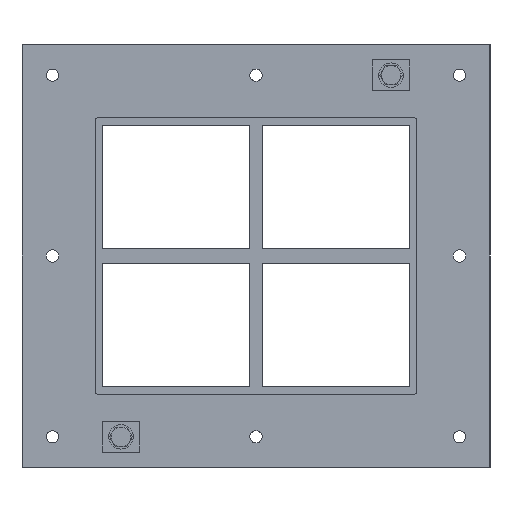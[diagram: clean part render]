
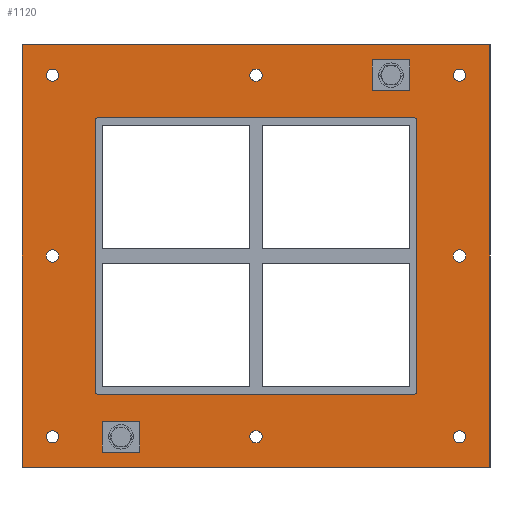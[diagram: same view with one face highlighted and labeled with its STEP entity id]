
A CAD part, front view. The second image highlights one B-rep face of the part: STEP entity #1120.
In plain terms, the highlighted planar face has unit normal (0, -1, 0).
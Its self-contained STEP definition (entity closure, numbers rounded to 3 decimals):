
#84=CARTESIAN_POINT('',(-161.5,0.0,-148.));
#85=VERTEX_POINT('',#84);
#86=CARTESIAN_POINT('',(-166.5,0.0,-148.));
#87=DIRECTION('',(0.0,1.0,0.0));
#88=DIRECTION('',(1.0,0.0,0.0));
#89=AXIS2_PLACEMENT_3D('',#86,#87,#88);
#90=CIRCLE('',#89,5.0);
#91=EDGE_CURVE('',#85,#85,#90,.T.);
#112=CARTESIAN_POINT('',(171.5,0.0,0.));
#113=VERTEX_POINT('',#112);
#114=CARTESIAN_POINT('',(166.5,0.0,0.));
#115=DIRECTION('',(0.0,1.0,0.0));
#116=DIRECTION('',(1.0,0.0,0.0));
#117=AXIS2_PLACEMENT_3D('',#114,#115,#116);
#118=CIRCLE('',#117,5.0);
#119=EDGE_CURVE('',#113,#113,#118,.T.);
#140=CARTESIAN_POINT('',(-161.5,0.0,0.));
#141=VERTEX_POINT('',#140);
#142=CARTESIAN_POINT('',(-166.5,0.0,0.));
#143=DIRECTION('',(0.0,1.0,0.0));
#144=DIRECTION('',(1.0,0.0,0.0));
#145=AXIS2_PLACEMENT_3D('',#142,#143,#144);
#146=CIRCLE('',#145,5.0);
#147=EDGE_CURVE('',#141,#141,#146,.T.);
#168=CARTESIAN_POINT('',(5.,0.0,148.));
#169=VERTEX_POINT('',#168);
#170=CARTESIAN_POINT('',(0.,0.0,148.));
#171=DIRECTION('',(0.0,1.0,0.0));
#172=DIRECTION('',(1.0,0.0,0.0));
#173=AXIS2_PLACEMENT_3D('',#170,#171,#172);
#174=CIRCLE('',#173,5.0);
#175=EDGE_CURVE('',#169,#169,#174,.T.);
#196=CARTESIAN_POINT('',(5.,0.0,-148.));
#197=VERTEX_POINT('',#196);
#198=CARTESIAN_POINT('',(0.,0.0,-148.));
#199=DIRECTION('',(0.0,1.0,0.0));
#200=DIRECTION('',(1.0,0.0,0.0));
#201=AXIS2_PLACEMENT_3D('',#198,#199,#200);
#202=CIRCLE('',#201,5.0);
#203=EDGE_CURVE('',#197,#197,#202,.T.);
#224=CARTESIAN_POINT('',(171.5,0.0,-148.));
#225=VERTEX_POINT('',#224);
#226=CARTESIAN_POINT('',(166.5,0.0,-148.));
#227=DIRECTION('',(0.0,1.0,0.0));
#228=DIRECTION('',(1.0,0.0,0.0));
#229=AXIS2_PLACEMENT_3D('',#226,#227,#228);
#230=CIRCLE('',#229,5.0);
#231=EDGE_CURVE('',#225,#225,#230,.T.);
#252=CARTESIAN_POINT('',(-161.5,0.0,148.));
#253=VERTEX_POINT('',#252);
#254=CARTESIAN_POINT('',(-166.5,0.0,148.));
#255=DIRECTION('',(0.0,1.0,0.0));
#256=DIRECTION('',(1.0,0.0,0.0));
#257=AXIS2_PLACEMENT_3D('',#254,#255,#256);
#258=CIRCLE('',#257,5.0);
#259=EDGE_CURVE('',#253,#253,#258,.T.);
#280=CARTESIAN_POINT('',(171.5,0.0,148.));
#281=VERTEX_POINT('',#280);
#282=CARTESIAN_POINT('',(166.5,0.0,148.));
#283=DIRECTION('',(0.0,1.0,0.0));
#284=DIRECTION('',(1.0,0.0,0.0));
#285=AXIS2_PLACEMENT_3D('',#282,#283,#284);
#286=CIRCLE('',#285,5.0);
#287=EDGE_CURVE('',#281,#281,#286,.T.);
#987=CARTESIAN_POINT('',(0.,0.0,0.0));
#988=DIRECTION('',(0.0,1.0,0.0));
#989=DIRECTION('',(0.0,0.0,1.0));
#990=AXIS2_PLACEMENT_3D('',#987,#988,#989);
#991=PLANE('',#990);
#992=CARTESIAN_POINT('',(-191.5,0.0,173.));
#993=VERTEX_POINT('',#992);
#994=CARTESIAN_POINT('',(191.5,0.0,173.));
#995=VERTEX_POINT('',#994);
#996=CARTESIAN_POINT('',(-191.5,0.0,173.));
#997=DIRECTION('',(1.0,0.0,0.0));
#998=VECTOR('',#997,383.0);
#999=LINE('',#996,#998);
#1000=EDGE_CURVE('',#993,#995,#999,.T.);
#1001=ORIENTED_EDGE('',*,*,#1000,.F.);
#1002=CARTESIAN_POINT('',(-191.5,0.0,-173.));
#1003=VERTEX_POINT('',#1002);
#1004=CARTESIAN_POINT('',(-191.5,0.0,-173.));
#1005=DIRECTION('',(0.0,0.0,1.0));
#1006=VECTOR('',#1005,346.);
#1007=LINE('',#1004,#1006);
#1008=EDGE_CURVE('',#1003,#993,#1007,.T.);
#1009=ORIENTED_EDGE('',*,*,#1008,.F.);
#1010=CARTESIAN_POINT('',(191.5,0.0,-173.));
#1011=VERTEX_POINT('',#1010);
#1012=CARTESIAN_POINT('',(191.5,0.0,-173.));
#1013=DIRECTION('',(-1.0,0.0,0.0));
#1014=VECTOR('',#1013,383.0);
#1015=LINE('',#1012,#1014);
#1016=EDGE_CURVE('',#1011,#1003,#1015,.T.);
#1017=ORIENTED_EDGE('',*,*,#1016,.F.);
#1018=CARTESIAN_POINT('',(191.5,0.0,173.));
#1019=DIRECTION('',(0.0,0.0,-1.0));
#1020=VECTOR('',#1019,346.);
#1021=LINE('',#1018,#1020);
#1022=EDGE_CURVE('',#995,#1011,#1021,.T.);
#1023=ORIENTED_EDGE('',*,*,#1022,.F.);
#1024=EDGE_LOOP('',(#1001,#1009,#1017,#1023));
#1025=FACE_OUTER_BOUND('',#1024,.T.);
#1026=ORIENTED_EDGE('',*,*,#91,.T.);
#1027=EDGE_LOOP('',(#1026));
#1028=FACE_BOUND('',#1027,.T.);
#1029=ORIENTED_EDGE('',*,*,#119,.T.);
#1030=EDGE_LOOP('',(#1029));
#1031=FACE_BOUND('',#1030,.T.);
#1032=ORIENTED_EDGE('',*,*,#147,.T.);
#1033=EDGE_LOOP('',(#1032));
#1034=FACE_BOUND('',#1033,.T.);
#1035=ORIENTED_EDGE('',*,*,#175,.T.);
#1036=EDGE_LOOP('',(#1035));
#1037=FACE_BOUND('',#1036,.T.);
#1038=ORIENTED_EDGE('',*,*,#203,.T.);
#1039=EDGE_LOOP('',(#1038));
#1040=FACE_BOUND('',#1039,.T.);
#1041=ORIENTED_EDGE('',*,*,#231,.T.);
#1042=EDGE_LOOP('',(#1041));
#1043=FACE_BOUND('',#1042,.T.);
#1044=ORIENTED_EDGE('',*,*,#259,.T.);
#1045=EDGE_LOOP('',(#1044));
#1046=FACE_BOUND('',#1045,.T.);
#1047=ORIENTED_EDGE('',*,*,#287,.T.);
#1048=EDGE_LOOP('',(#1047));
#1049=FACE_BOUND('',#1048,.T.);
#1050=CARTESIAN_POINT('',(-129.5,0.0,113.));
#1051=VERTEX_POINT('',#1050);
#1052=CARTESIAN_POINT('',(-131.5,0.0,111.));
#1053=VERTEX_POINT('',#1052);
#1054=CARTESIAN_POINT('',(-129.5,0.0,111.));
#1055=DIRECTION('',(0.0,-1.0,0.0));
#1056=DIRECTION('',(-0.707,0.0,0.707));
#1057=AXIS2_PLACEMENT_3D('',#1054,#1055,#1056);
#1058=CIRCLE('',#1057,2.0);
#1059=EDGE_CURVE('',#1051,#1053,#1058,.T.);
#1060=ORIENTED_EDGE('',*,*,#1059,.F.);
#1061=CARTESIAN_POINT('',(129.5,0.0,113.));
#1062=VERTEX_POINT('',#1061);
#1063=CARTESIAN_POINT('',(129.5,0.0,113.));
#1064=DIRECTION('',(-1.0,0.0,0.0));
#1065=VECTOR('',#1064,259.0);
#1066=LINE('',#1063,#1065);
#1067=EDGE_CURVE('',#1062,#1051,#1066,.T.);
#1068=ORIENTED_EDGE('',*,*,#1067,.F.);
#1069=CARTESIAN_POINT('',(131.5,0.0,111.));
#1070=VERTEX_POINT('',#1069);
#1071=CARTESIAN_POINT('',(129.5,0.0,111.));
#1072=DIRECTION('',(0.0,-1.0,0.0));
#1073=DIRECTION('',(0.707,0.0,0.707));
#1074=AXIS2_PLACEMENT_3D('',#1071,#1072,#1073);
#1075=CIRCLE('',#1074,2.0);
#1076=EDGE_CURVE('',#1070,#1062,#1075,.T.);
#1077=ORIENTED_EDGE('',*,*,#1076,.F.);
#1078=CARTESIAN_POINT('',(131.5,0.0,-111.));
#1079=VERTEX_POINT('',#1078);
#1080=CARTESIAN_POINT('',(131.5,0.0,-111.));
#1081=DIRECTION('',(0.0,0.0,1.0));
#1082=VECTOR('',#1081,222.);
#1083=LINE('',#1080,#1082);
#1084=EDGE_CURVE('',#1079,#1070,#1083,.T.);
#1085=ORIENTED_EDGE('',*,*,#1084,.F.);
#1086=CARTESIAN_POINT('',(129.5,0.0,-113.));
#1087=VERTEX_POINT('',#1086);
#1088=CARTESIAN_POINT('',(129.5,0.0,-111.));
#1089=DIRECTION('',(0.0,-1.0,0.0));
#1090=DIRECTION('',(0.707,0.0,-0.707));
#1091=AXIS2_PLACEMENT_3D('',#1088,#1089,#1090);
#1092=CIRCLE('',#1091,2.0);
#1093=EDGE_CURVE('',#1087,#1079,#1092,.T.);
#1094=ORIENTED_EDGE('',*,*,#1093,.F.);
#1095=CARTESIAN_POINT('',(-129.5,0.0,-113.));
#1096=VERTEX_POINT('',#1095);
#1097=CARTESIAN_POINT('',(-129.5,0.0,-113.));
#1098=DIRECTION('',(1.0,0.0,0.0));
#1099=VECTOR('',#1098,259.);
#1100=LINE('',#1097,#1099);
#1101=EDGE_CURVE('',#1096,#1087,#1100,.T.);
#1102=ORIENTED_EDGE('',*,*,#1101,.F.);
#1103=CARTESIAN_POINT('',(-131.5,0.0,-111.));
#1104=VERTEX_POINT('',#1103);
#1105=CARTESIAN_POINT('',(-129.5,0.0,-111.));
#1106=DIRECTION('',(0.0,-1.0,0.0));
#1107=DIRECTION('',(-0.707,0.0,-0.707));
#1108=AXIS2_PLACEMENT_3D('',#1105,#1106,#1107);
#1109=CIRCLE('',#1108,2.0);
#1110=EDGE_CURVE('',#1104,#1096,#1109,.T.);
#1111=ORIENTED_EDGE('',*,*,#1110,.F.);
#1112=CARTESIAN_POINT('',(-131.5,0.0,111.));
#1113=DIRECTION('',(0.0,0.0,-1.0));
#1114=VECTOR('',#1113,222.);
#1115=LINE('',#1112,#1114);
#1116=EDGE_CURVE('',#1053,#1104,#1115,.T.);
#1117=ORIENTED_EDGE('',*,*,#1116,.F.);
#1118=EDGE_LOOP('',(#1060,#1068,#1077,#1085,#1094,#1102,#1111,#1117));
#1119=FACE_BOUND('',#1118,.T.);
#1120=ADVANCED_FACE('',(#1025,#1028,#1031,#1034,#1037,#1040,#1043,#1046,#1049,#1119),#991,.F.);
